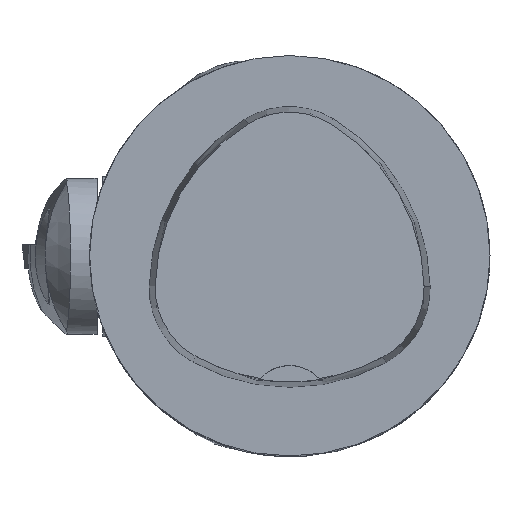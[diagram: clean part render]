
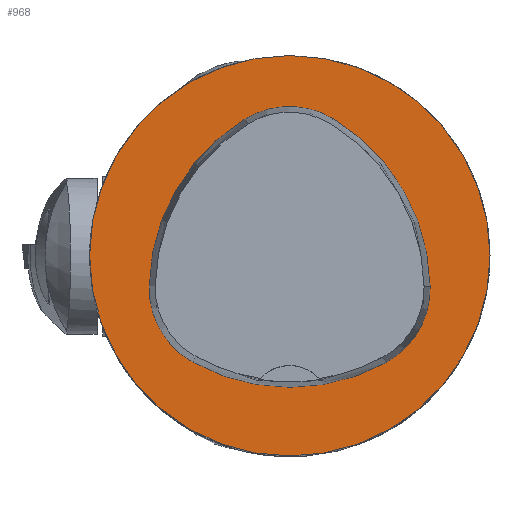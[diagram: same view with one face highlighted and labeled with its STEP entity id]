
A CAD part, top view. The second image highlights one B-rep face of the part: STEP entity #968.
In plain terms, the highlighted planar face has unit normal (0, 0, 1).
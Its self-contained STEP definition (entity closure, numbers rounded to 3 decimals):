
#280=PLANE('',#7990);
#968=ADVANCED_FACE('',(#2823,#2824),#280,.T.);
#2593=CIRCLE('',#7876,20.);
#2658=CIRCLE('',#7968,20.);
#2660=CIRCLE('',#7971,8.5);
#2662=CIRCLE('',#7974,20.);
#2664=CIRCLE('',#7977,8.5);
#2668=CIRCLE('',#7982,20.);
#2670=CIRCLE('',#7985,8.5);
#2823=FACE_BOUND('',#2951,.T.);
#2824=FACE_BOUND('',#2952,.T.);
#2951=EDGE_LOOP('',(#3711,#3712,#3713,#3714,#3715,#3716));
#2952=EDGE_LOOP('',(#3717));
#3711=ORIENTED_EDGE('',*,*,#6653,.T.);
#3712=ORIENTED_EDGE('',*,*,#6633,.T.);
#3713=ORIENTED_EDGE('',*,*,#6637,.T.);
#3714=ORIENTED_EDGE('',*,*,#6640,.T.);
#3715=ORIENTED_EDGE('',*,*,#6643,.T.);
#3716=ORIENTED_EDGE('',*,*,#6651,.T.);
#3717=ORIENTED_EDGE('',*,*,#6377,.F.);
#5621=VERTEX_POINT('',#10685);
#5872=VERTEX_POINT('',#11280);
#5873=VERTEX_POINT('',#11281);
#5876=VERTEX_POINT('',#11289);
#5878=VERTEX_POINT('',#11295);
#5880=VERTEX_POINT('',#11301);
#5887=VERTEX_POINT('',#11322);
#6377=EDGE_CURVE('',#5621,#5621,#2593,.T.);
#6633=EDGE_CURVE('',#5872,#5873,#2658,.T.);
#6637=EDGE_CURVE('',#5873,#5876,#2660,.T.);
#6640=EDGE_CURVE('',#5876,#5878,#2662,.T.);
#6643=EDGE_CURVE('',#5878,#5880,#2664,.T.);
#6651=EDGE_CURVE('',#5880,#5887,#2668,.T.);
#6653=EDGE_CURVE('',#5887,#5872,#2670,.T.);
#7876=AXIS2_PLACEMENT_3D('',#10684,#8565,#8566);
#7968=AXIS2_PLACEMENT_3D('',#11279,#8917,#8918);
#7971=AXIS2_PLACEMENT_3D('',#11288,#8925,#8926);
#7974=AXIS2_PLACEMENT_3D('',#11294,#8932,#8933);
#7977=AXIS2_PLACEMENT_3D('',#11300,#8939,#8940);
#7982=AXIS2_PLACEMENT_3D('',#11323,#8951,#8952);
#7985=AXIS2_PLACEMENT_3D('',#11326,#8957,#8958);
#7990=AXIS2_PLACEMENT_3D('',#11331,#8967,#8968);
#8565=DIRECTION('',(0.,0.,-1.));
#8566=DIRECTION('',(-1.,0.,0.));
#8917=DIRECTION('',(0.,0.,-1.));
#8918=DIRECTION('',(-1.,0.,0.));
#8925=DIRECTION('',(0.,0.,-1.));
#8926=DIRECTION('',(-1.,0.,0.));
#8932=DIRECTION('',(0.,0.,-1.));
#8933=DIRECTION('',(-1.,0.,0.));
#8939=DIRECTION('',(0.,0.,-1.));
#8940=DIRECTION('',(-1.,0.,0.));
#8951=DIRECTION('',(0.,0.,-1.));
#8952=DIRECTION('',(-1.,0.,0.));
#8957=DIRECTION('',(0.,0.,-1.));
#8958=DIRECTION('',(-1.,0.,0.));
#8967=DIRECTION('',(0.,0.,1.));
#8968=DIRECTION('',(1.,0.,0.));
#10684=CARTESIAN_POINT('',(0.,0.,0.));
#10685=CARTESIAN_POINT('',(-20.,0.,0.));
#11279=CARTESIAN_POINT('',(5.955,-3.414,0.));
#11280=CARTESIAN_POINT('',(-14.041,-3.042,0.));
#11281=CARTESIAN_POINT('',(-4.472,13.653,0.));
#11288=CARTESIAN_POINT('',(-0.04,6.4,0.));
#11289=CARTESIAN_POINT('',(4.347,13.68,0.));
#11294=CARTESIAN_POINT('',(-5.976,-3.45,0.));
#11295=CARTESIAN_POINT('',(14.021,-3.075,0.));
#11300=CARTESIAN_POINT('',(5.522,-3.235,0.));
#11301=CARTESIAN_POINT('',(9.588,-10.699,0.));
#11322=CARTESIAN_POINT('',(-9.655,-10.639,0.));
#11323=CARTESIAN_POINT('',(0.022,6.864,0.));
#11326=CARTESIAN_POINT('',(-5.543,-3.2,0.));
#11331=CARTESIAN_POINT('',(0.,0.,0.));
